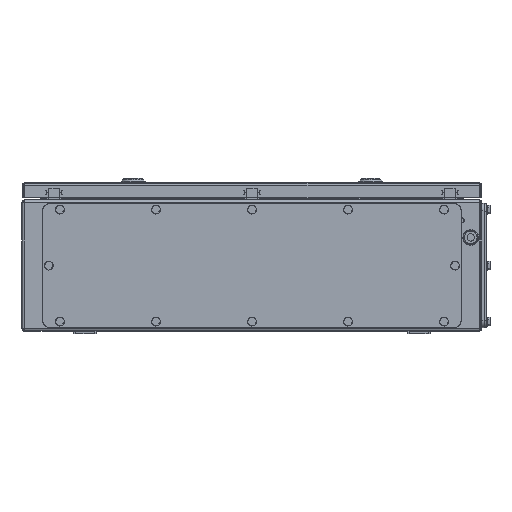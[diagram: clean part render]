
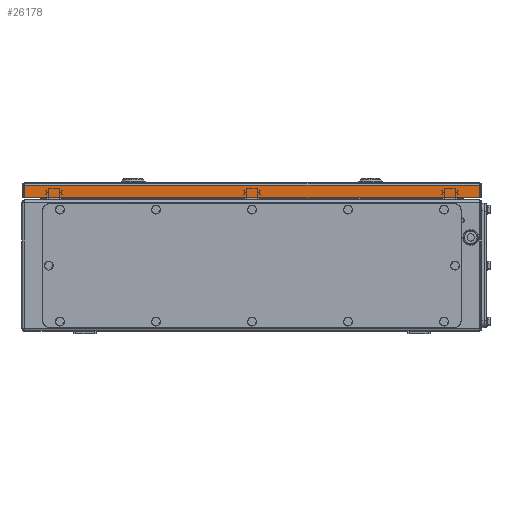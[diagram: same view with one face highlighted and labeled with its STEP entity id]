
A CAD part, left-side view. The second image highlights one B-rep face of the part: STEP entity #26178.
In plain terms, the highlighted planar face has unit normal (-1, 0, 0).
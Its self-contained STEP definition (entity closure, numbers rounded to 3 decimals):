
#26151=AXIS2_PLACEMENT_3D('Plane Axis2P3D',#26148,#26149,#26150) ;
#26015=CARTESIAN_POINT('Line Origine',(41.,321.,183.5)) ;
#26019=CARTESIAN_POINT('Vertex',(41.,627.5,183.5)) ;
#26021=CARTESIAN_POINT('Vertex',(41.,14.5,183.5)) ;
#26148=CARTESIAN_POINT('Axis2P3D Location',(41.,11.5,183.5)) ;
#26153=CARTESIAN_POINT('Line Origine',(41.,14.5,192.)) ;
#26157=CARTESIAN_POINT('Vertex',(41.,14.5,200.5)) ;
#26160=CARTESIAN_POINT('Line Origine',(41.,321.,200.5)) ;
#26164=CARTESIAN_POINT('Vertex',(41.,627.5,200.5)) ;
#26167=CARTESIAN_POINT('Line Origine',(41.,627.5,192.)) ;
#26016=DIRECTION('Vector Direction',(0.,-1.,0.)) ;
#26149=DIRECTION('Axis2P3D Direction',(-1.,0.,0.)) ;
#26150=DIRECTION('Axis2P3D XDirection',(0.,-1.,0.)) ;
#26154=DIRECTION('Vector Direction',(0.,0.,1.)) ;
#26161=DIRECTION('Vector Direction',(0.,1.,0.)) ;
#26168=DIRECTION('Vector Direction',(0.,0.,-1.)) ;
#26017=VECTOR('Line Direction',#26016,1.) ;
#26155=VECTOR('Line Direction',#26154,1.) ;
#26162=VECTOR('Line Direction',#26161,1.) ;
#26169=VECTOR('Line Direction',#26168,1.) ;
#26173=ORIENTED_EDGE('',*,*,#26159,.T.) ;
#26174=ORIENTED_EDGE('',*,*,#26166,.T.) ;
#26175=ORIENTED_EDGE('',*,*,#26171,.T.) ;
#26176=ORIENTED_EDGE('',*,*,#26023,.T.) ;
#26178=ADVANCED_FACE('51374_ASM_DE_KTB_QL_XXXxXXX_S3D-1/DE_QL_S3D-1-solid1',(#26177),#26152,.T.) ;
#26023=EDGE_CURVE('',#26020,#26022,#26018,.T.) ;
#26159=EDGE_CURVE('',#26022,#26158,#26156,.T.) ;
#26166=EDGE_CURVE('',#26158,#26165,#26163,.T.) ;
#26171=EDGE_CURVE('',#26165,#26020,#26170,.T.) ;
#26172=EDGE_LOOP('',(#26173,#26174,#26175,#26176)) ;
#26177=FACE_OUTER_BOUND('',#26172,.T.) ;
#26018=LINE('Line',#26015,#26017) ;
#26156=LINE('Line',#26153,#26155) ;
#26163=LINE('Line',#26160,#26162) ;
#26170=LINE('Line',#26167,#26169) ;
#26152=PLANE('',#26151) ;
#26020=VERTEX_POINT('',#26019) ;
#26022=VERTEX_POINT('',#26021) ;
#26158=VERTEX_POINT('',#26157) ;
#26165=VERTEX_POINT('',#26164) ;
